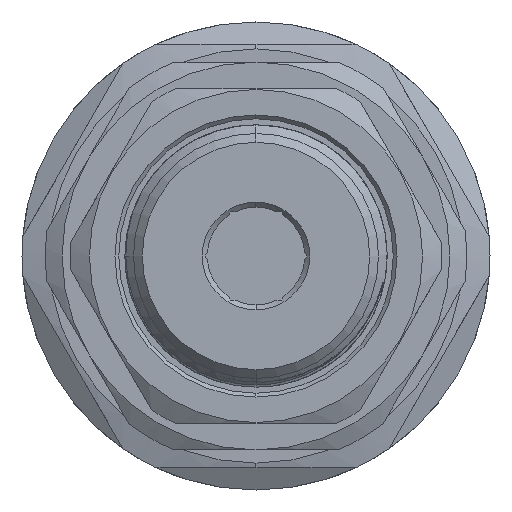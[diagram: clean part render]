
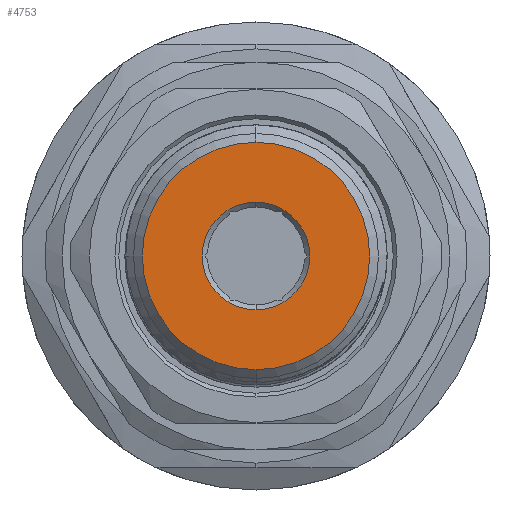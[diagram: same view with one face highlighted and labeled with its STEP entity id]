
A CAD part, left-side view. The second image highlights one B-rep face of the part: STEP entity #4753.
In plain terms, the highlighted planar face has unit normal (-1, 0, 0).
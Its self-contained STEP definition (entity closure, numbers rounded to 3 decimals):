
#117 = CARTESIAN_POINT ( 'NONE',  ( -82.4, 0., -3.05 ) ) ;
#193 = EDGE_CURVE ( 'NONE', #7915, #11158, #1231, .T. ) ;
#616 = ORIENTED_EDGE ( 'NONE', *, *, #193, .F. ) ;
#826 = EDGE_LOOP ( 'NONE', ( #8273, #2159 ) ) ;
#1226 = DIRECTION ( 'NONE',  ( 0., 0., -1. ) ) ;
#1231 = CIRCLE ( 'NONE', #12436, 6.45 ) ;
#1425 = DIRECTION ( 'NONE',  ( 1., 0., 0. ) ) ;
#1734 = DIRECTION ( 'NONE',  ( 0., 0., -1. ) ) ;
#1759 = EDGE_CURVE ( 'NONE', #11158, #7915, #10356, .T. ) ;
#2159 = ORIENTED_EDGE ( 'NONE', *, *, #11509, .T. ) ;
#2382 = DIRECTION ( 'NONE',  ( 0., 0., -1. ) ) ;
#2552 = DIRECTION ( 'NONE',  ( 0., 0., -1. ) ) ;
#3096 = DIRECTION ( 'NONE',  ( 1., 0., 0. ) ) ;
#3424 = CARTESIAN_POINT ( 'NONE',  ( -82.4, 0., 0. ) ) ;
#3602 = VERTEX_POINT ( 'NONE', #10345 ) ;
#4102 = ORIENTED_EDGE ( 'NONE', *, *, #1759, .F. ) ;
#4713 = CARTESIAN_POINT ( 'NONE',  ( -82.4, 0., 6.45 ) ) ;
#4753 = ADVANCED_FACE ( 'NONE', ( #10535, #5436 ), #12314, .F. ) ;
#5317 = CARTESIAN_POINT ( 'NONE',  ( -82.4, 0., -6.45 ) ) ;
#5436 = FACE_OUTER_BOUND ( 'NONE', #11792, .T. ) ;
#5674 = DIRECTION ( 'NONE',  ( 1., 0., 0. ) ) ;
#6167 = CARTESIAN_POINT ( 'NONE',  ( -82.4, 0., 0. ) ) ;
#6459 = AXIS2_PLACEMENT_3D ( 'NONE', #6167, #1425, #2382 ) ;
#6488 = VERTEX_POINT ( 'NONE', #117 ) ;
#6695 = CIRCLE ( 'NONE', #10341, 3.05 ) ;
#7470 = CARTESIAN_POINT ( 'NONE',  ( -82.4, 0., 0. ) ) ;
#7866 = AXIS2_PLACEMENT_3D ( 'NONE', #3424, #10236, #2552 ) ;
#7915 = VERTEX_POINT ( 'NONE', #5317 ) ;
#8273 = ORIENTED_EDGE ( 'NONE', *, *, #10166, .T. ) ;
#8808 = CIRCLE ( 'NONE', #6459, 3.05 ) ;
#10166 = EDGE_CURVE ( 'NONE', #3602, #6488, #6695, .T. ) ;
#10236 = DIRECTION ( 'NONE',  ( 1., 0., 0. ) ) ;
#10337 = DIRECTION ( 'NONE',  ( 1., 0., 0. ) ) ;
#10341 = AXIS2_PLACEMENT_3D ( 'NONE', #11795, #3096, #1226 ) ;
#10345 = CARTESIAN_POINT ( 'NONE',  ( -82.4, 0., 3.05 ) ) ;
#10356 = CIRCLE ( 'NONE', #7866, 6.45 ) ;
#10387 = AXIS2_PLACEMENT_3D ( 'NONE', #4713, #5674, #12395 ) ;
#10535 = FACE_BOUND ( 'NONE', #826, .T. ) ;
#10607 = CARTESIAN_POINT ( 'NONE',  ( -82.4, 0., 6.45 ) ) ;
#11158 = VERTEX_POINT ( 'NONE', #10607 ) ;
#11509 = EDGE_CURVE ( 'NONE', #6488, #3602, #8808, .T. ) ;
#11792 = EDGE_LOOP ( 'NONE', ( #616, #4102 ) ) ;
#11795 = CARTESIAN_POINT ( 'NONE',  ( -82.4, 0., 0. ) ) ;
#12314 = PLANE ( 'NONE',  #10387 ) ;
#12395 = DIRECTION ( 'NONE',  ( 0., 0., -1. ) ) ;
#12436 = AXIS2_PLACEMENT_3D ( 'NONE', #7470, #10337, #1734 ) ;
